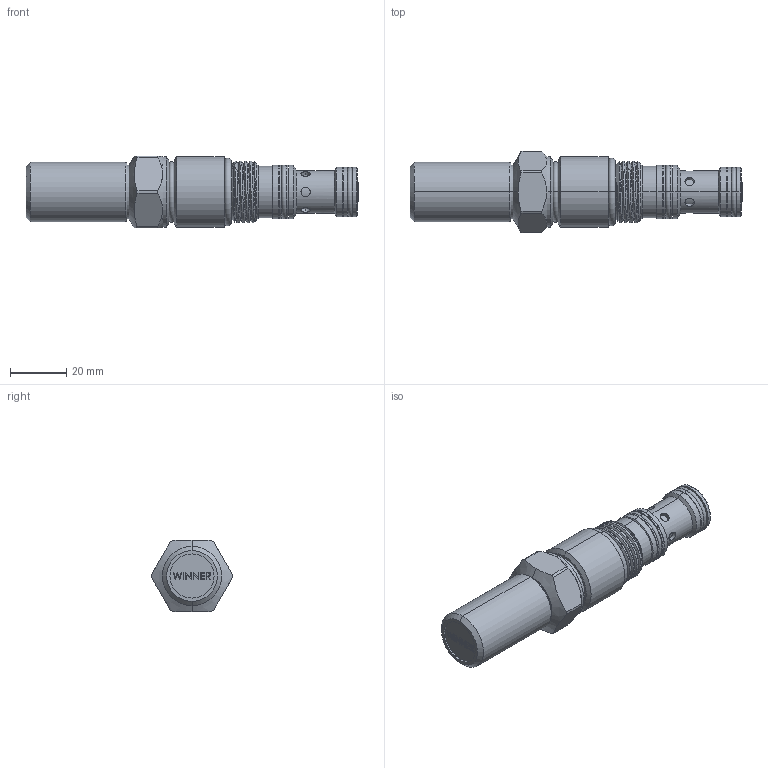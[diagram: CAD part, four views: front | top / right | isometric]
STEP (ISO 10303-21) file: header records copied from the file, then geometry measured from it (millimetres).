
FILE_DESCRIPTION (( 'STEP AP203' ), '1' );
FILE_NAME ('CA10WC3EKCB.STEP', '2021-03-11T05:35:18', ( '' ), ( '' ), 'SwSTEP 2.0', 'SolidWorks 2018', '' );
FILE_SCHEMA (( 'CONFIG_CONTROL_DESIGN' ));
Length unit declared in the file: millimetre
Products named in the file (1): CA10WC3EKCB
Bounding box: 117.9 x 28.8 x 25.4 mm (x, y, z)
Volume: 41402.7 mm3; surface area: 11324.7 mm2
Topology: 1 solids, 1 shells, 254 faces, 594 edges, 377 vertices
Faces by surface type: cylinder 98, plane 98, cone 39, torus 10, bspline 8, sphere 1
Entity records: 12375 total; most frequent: CARTESIAN_POINT 6533, ORIENTED_EDGE 1184, DIRECTION 1180, EDGE_CURVE 592, AXIS2_PLACEMENT_3D 430, VERTEX_POINT 376, VECTOR 320, LINE 320
